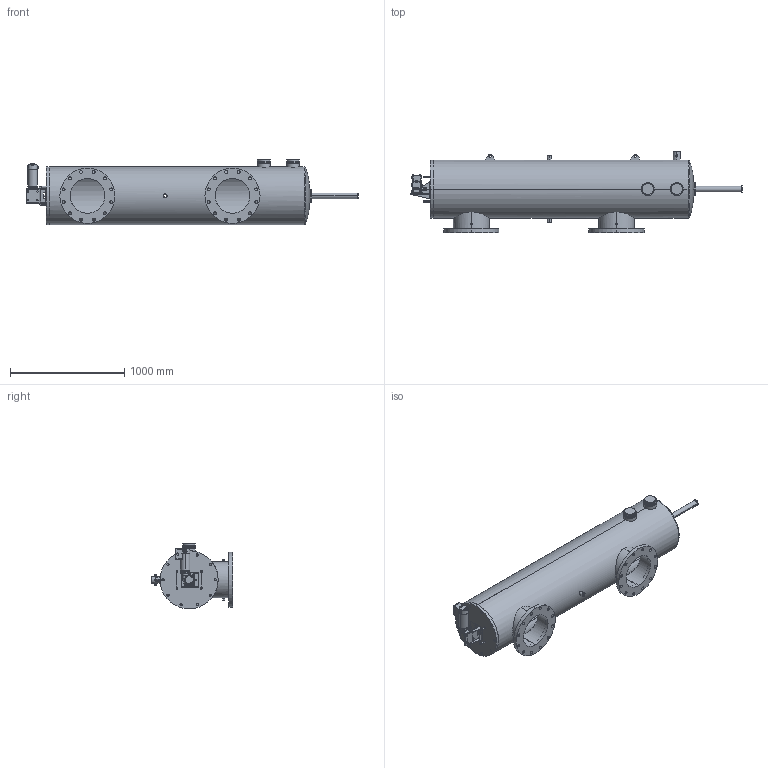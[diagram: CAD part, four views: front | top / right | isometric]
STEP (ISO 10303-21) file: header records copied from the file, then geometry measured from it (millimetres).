
FILE_DESCRIPTION (( 'STEP AP203' ), '1' );
FILE_NAME ('F12-180-LP.STEP', '2020-09-23T11:48:54', ( '' ), ( '' ), 'SwSTEP 2.0', 'SolidWorks 2018', '' );
FILE_SCHEMA (( 'CONFIG_CONTROL_DESIGN' ));
Length unit declared in the file: millimetre
Products named in the file (8): simp; F12-180-LP; F12-180 for LP; Motor assem; Washdown drive shaft; simp2; reduced size motor; Washdown mounting bracket
Assembly tree (13 placements, depth 3):
  F12-180-LP
    F12-180 for LP
    Motor assem
      Washdown drive shaft
      Washdown mounting bracket
      reduced size motor
      simp  x4
      simp2  x4
Bounding box: 2907.03 x 711.2 x 574.67 mm (x, y, z)
Volume: 34551211.2 mm3; surface area: 9456681.7 mm2
Topology: 24 solids, 24 shells, 1061 faces, 2719 edges, 1754 vertices
Faces by surface type: plane 505, cylinder 409, torus 64, bspline 58, cone 21, sphere 4
Entity records: 37841 total; most frequent: CARTESIAN_POINT 13340, ORIENTED_EDGE 4958, DIRECTION 4800, EDGE_CURVE 2479, AXIS2_PLACEMENT_3D 1750, VERTEX_POINT 1598, VECTOR 1300, LINE 1300
